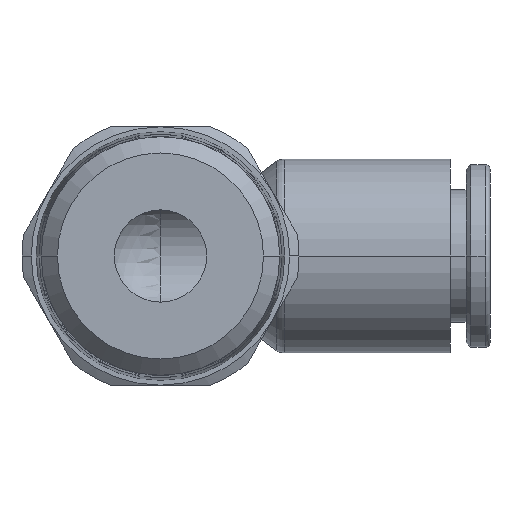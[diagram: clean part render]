
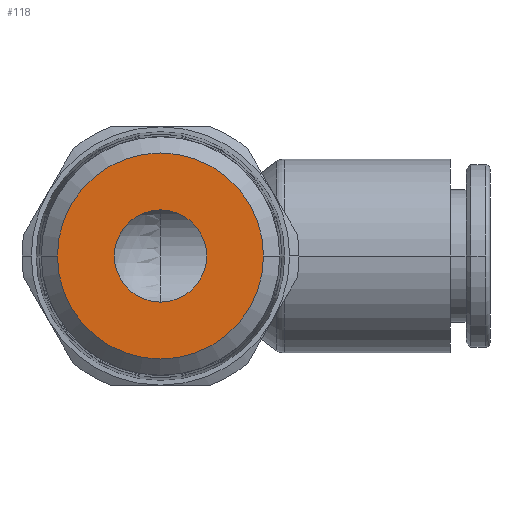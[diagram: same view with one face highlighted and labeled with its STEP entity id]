
A CAD part, front view. The second image highlights one B-rep face of the part: STEP entity #118.
In plain terms, the highlighted planar face has unit normal (0, -1, 0).
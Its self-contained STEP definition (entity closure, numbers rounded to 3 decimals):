
#118=ADVANCED_FACE('',(#318,#319),#320,.T.);
#318=FACE_BOUND('',#574,.T.);
#319=FACE_OUTER_BOUND('',#575,.T.);
#320=PLANE('',#576);
#574=EDGE_LOOP('',(#1255,#1256));
#575=EDGE_LOOP('',(#1257,#1258));
#576=AXIS2_PLACEMENT_3D('',#1259,#1260,#1261);
#1255=ORIENTED_EDGE('',*,*,#1765,.T.);
#1256=ORIENTED_EDGE('',*,*,#1862,.T.);
#1257=ORIENTED_EDGE('',*,*,#1752,.F.);
#1258=ORIENTED_EDGE('',*,*,#1869,.F.);
#1259=CARTESIAN_POINT('',(2.791,-9.5,0.0));
#1260=DIRECTION('',(-0.0,-1.0,-0.0));
#1261=DIRECTION('',(-1.0,0.0,0.0));
#1752=EDGE_CURVE('',#2144,#2147,#2148,.T.);
#1765=EDGE_CURVE('',#2166,#2170,#2172,.T.);
#1862=EDGE_CURVE('',#2170,#2166,#2326,.T.);
#1869=EDGE_CURVE('',#2147,#2144,#2335,.T.);
#2144=VERTEX_POINT('',#2897);
#2147=VERTEX_POINT('',#2901);
#2148=CIRCLE('',#2902,5.582);
#2166=VERTEX_POINT('',#2925);
#2170=VERTEX_POINT('',#2930);
#2172=CIRCLE('',#2933,2.5);
#2326=CIRCLE('',#3475,2.5);
#2335=CIRCLE('',#3484,5.582);
#2897=CARTESIAN_POINT('',(5.582,-9.5,0.0));
#2901=CARTESIAN_POINT('',(-5.582,-9.5,0.));
#2902=AXIS2_PLACEMENT_3D('',#4051,#4052,#4053);
#2925=CARTESIAN_POINT('',(2.5,-9.5,0.0));
#2930=CARTESIAN_POINT('',(-2.5,-9.5,0.));
#2933=AXIS2_PLACEMENT_3D('',#4076,#4077,#4078);
#3475=AXIS2_PLACEMENT_3D('',#4232,#4233,#4234);
#3484=AXIS2_PLACEMENT_3D('',#4253,#4254,#4255);
#4051=CARTESIAN_POINT('',(0.0,-9.5,0.0));
#4052=DIRECTION('',(-0.0,1.0,0.0));
#4053=DIRECTION('',(1.0,0.0,0.0));
#4076=CARTESIAN_POINT('',(0.0,-9.5,0.0));
#4077=DIRECTION('',(-0.0,1.0,0.0));
#4078=DIRECTION('',(1.0,0.0,0.0));
#4232=CARTESIAN_POINT('',(0.0,-9.5,0.0));
#4233=DIRECTION('',(-0.0,1.0,0.0));
#4234=DIRECTION('',(1.0,0.0,0.0));
#4253=CARTESIAN_POINT('',(0.0,-9.5,0.0));
#4254=DIRECTION('',(-0.0,1.0,0.0));
#4255=DIRECTION('',(1.0,0.0,0.0));
